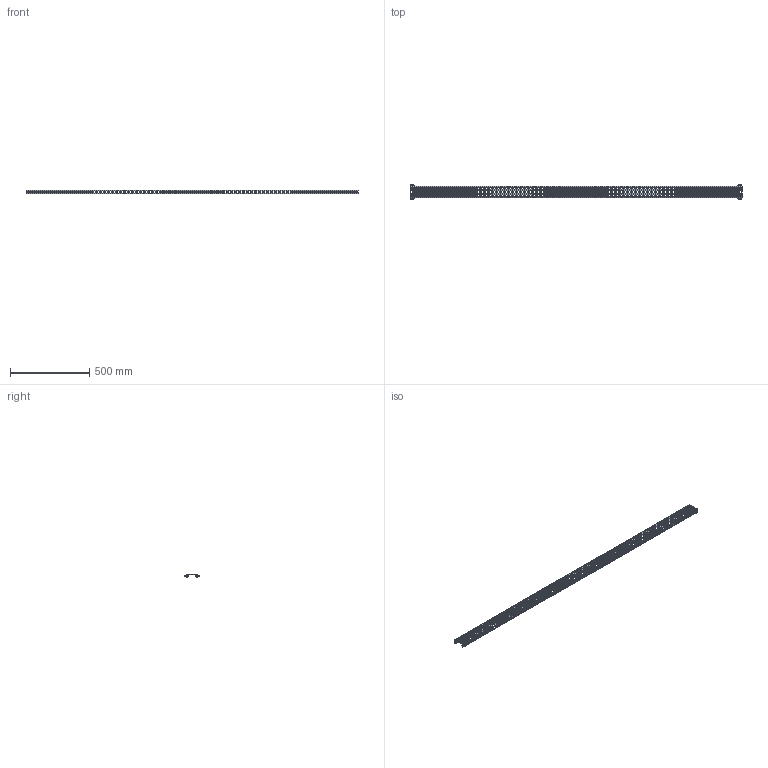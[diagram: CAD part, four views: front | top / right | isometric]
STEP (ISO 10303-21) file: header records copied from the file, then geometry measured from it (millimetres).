
FILE_DESCRIPTION (( 'STEP AP203' ), '1' );
FILE_NAME ('U0731222373 Êîìïëåêò ïëàíîê ìîíòàæíûõ 23õ73 òèï Ê LC2_RS52 00.220 (000.801.476-10).STEP', '2022-04-20T06:28:32', ( '' ), ( '' ), 'SwSTEP 2.0', 'SolidWorks 2017', '' );
FILE_SCHEMA (( 'CONFIG_CONTROL_DESIGN' ));
Length unit declared in the file: millimetre
Products named in the file (7): 025-271 Ïëàíêà ìîíòàæíàÿ 23õ73 RS52_10 (2200); Ãàéêà êëåòåâàÿ_Œ6-4€; Âèíò DIN 7984 TORX_Œ6å16; U0731222373 Êîìïëåêò ïëàíîê ìîíòàæíûõ 23õ73 òèï Ê LC2_RS52 00.220 (000.801.476-10); Êëåòêà ãàéêè_M6-4€; Ãàéêà êâàäðàòíàÿ_Œ6-2‚; Âèíò DIN 7500 C TORX_Œ5å12
Assembly tree (15 placements, depth 3):
  U0731222373 Êîìïëåêò ïëàíîê ìîíòàæíûõ 23õ73 òèï Ê LC2_RS52 00.220 (000.801.476-10)
    025-271 Ïëàíêà ìîíòàæíàÿ 23õ73 RS52_10 (2200)
    Ãàéêà êëåòåâàÿ_Œ6-4€  x4
      Êëåòêà ãàéêè_M6-4€
      Ãàéêà êâàäðàòíàÿ_Œ6-2‚
    Âèíò DIN 7984 TORX_Œ6å16  x4
    Âèíò DIN 7500 C TORX_Œ5å12  x4
Bounding box: 2091 x 89 x 25 mm (x, y, z)
Volume: 326022 mm3; surface area: 508159 mm2
Topology: 17 solids, 17 shells, 3940 faces, 11298 edges, 7404 vertices
Faces by surface type: plane 2122, cylinder 1738, bspline 32, cone 24, torus 16, sphere 8
Entity records: 120004 total; most frequent: CARTESIAN_POINT 20576, ORIENTED_EDGE 20082, DIRECTION 19940, EDGE_CURVE 10041, LINE 6868, VECTOR 6868, VERTEX_POINT 6654, AXIS2_PLACEMENT_3D 6536
